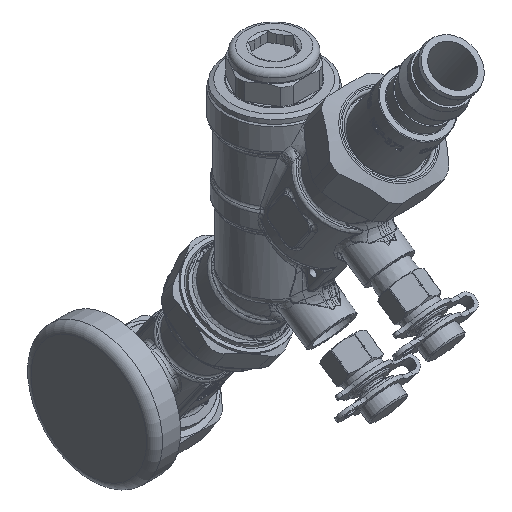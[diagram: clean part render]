
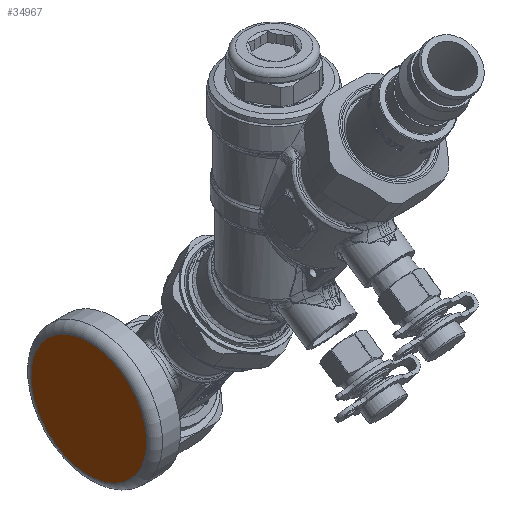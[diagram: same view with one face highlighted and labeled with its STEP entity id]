
A CAD part, isometric view. The second image highlights one B-rep face of the part: STEP entity #34967.
In plain terms, the highlighted planar face has unit normal (-1, 0, 0).
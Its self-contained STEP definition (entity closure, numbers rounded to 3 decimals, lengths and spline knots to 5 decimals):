
#3803=PLANE('',#37406);
#5323=FACE_OUTER_BOUND('',#7474,.T.);
#7474=EDGE_LOOP('',(#26816));
#9333=CIRCLE('',#37400,0.905);
#14458=VERTEX_POINT('',#164125);
#18766=EDGE_CURVE('',#14458,#14458,#9333,.T.);
#26816=ORIENTED_EDGE('',*,*,#18766,.F.);
#34967=ADVANCED_FACE('',(#5323),#3803,.T.);
#37400=AXIS2_PLACEMENT_3D('',#164126,#42128,#42129);
#37406=AXIS2_PLACEMENT_3D('',#164136,#42141,#42142);
#42128=DIRECTION('center_axis',(1.,0.,0.));
#42129=DIRECTION('ref_axis',(0.,-0.574,0.819));
#42141=DIRECTION('center_axis',(-1.,0.,0.));
#42142=DIRECTION('ref_axis',(0.,0.574,-0.819));
#164125=CARTESIAN_POINT('',(-1.4924,0.88937,-3.66992));
#164126=CARTESIAN_POINT('Origin',(-1.4924,1.40846,-4.41125));
#164136=CARTESIAN_POINT('Origin',(-1.4924,1.40846,-4.41125));
